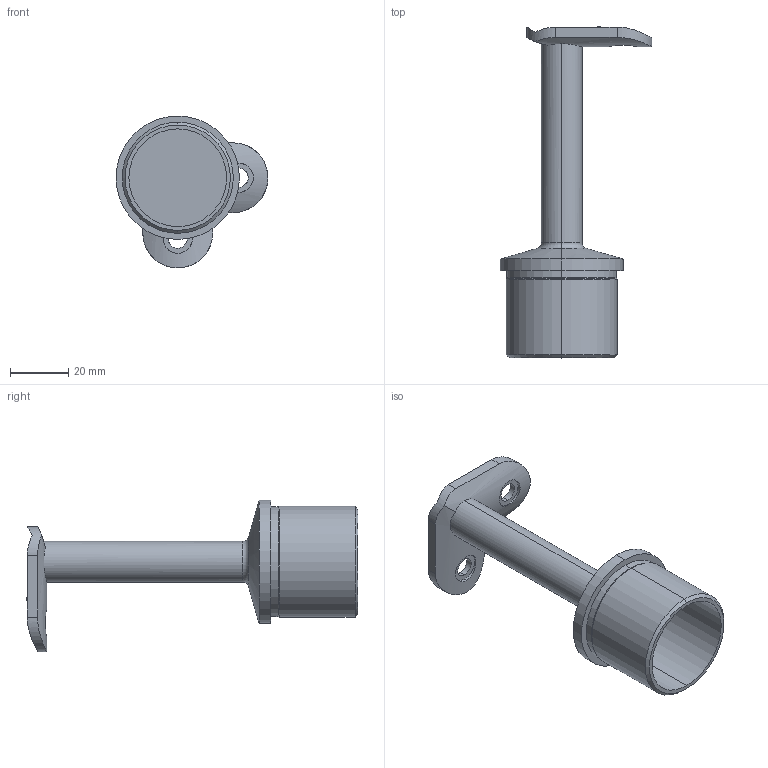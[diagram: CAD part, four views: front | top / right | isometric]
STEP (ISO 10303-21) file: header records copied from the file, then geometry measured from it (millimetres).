
FILE_DESCRIPTION (( 'STEP AP203' ), '1' );
FILE_NAME ('60451-240.STEP', '2016-02-17T13:52:27', ( '' ), ( '' ), 'SwSTEP 2.0', 'SolidWorks 2015', '' );
FILE_SCHEMA (( 'CONFIG_CONTROL_DESIGN' ));
Length unit declared in the file: millimetre
Products named in the file (1): 60451-240
Bounding box: 52.2 x 114.14 x 52.2 mm (x, y, z)
Volume: 30282 mm3; surface area: 16270.5 mm2
Topology: 1 solids, 1 shells, 268 faces, 703 edges, 464 vertices
Faces by surface type: plane 114, bspline 89, cylinder 55, cone 6, torus 4
Entity records: 12628 total; most frequent: CARTESIAN_POINT 6580, ORIENTED_EDGE 1406, DIRECTION 950, EDGE_CURVE 703, VERTEX_POINT 464, LINE 330, VECTOR 330, AXIS2_PLACEMENT_3D 310
